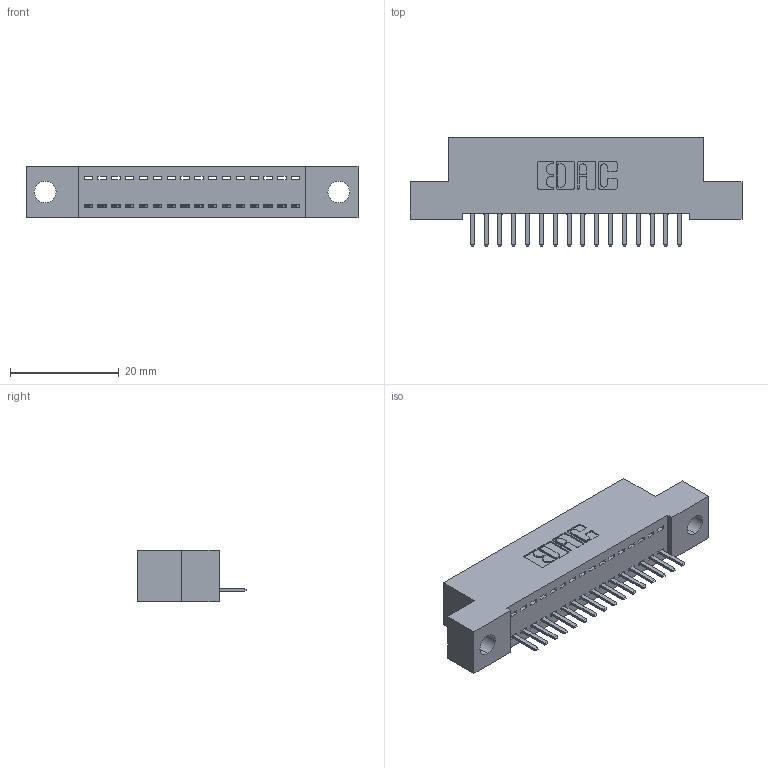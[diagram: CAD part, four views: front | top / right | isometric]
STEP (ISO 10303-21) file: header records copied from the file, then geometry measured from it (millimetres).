
FILE_DESCRIPTION (( 'STEP AP203' ), '1' );
FILE_NAME ('342-016-520-104.STEP', '2019-10-01T18:36:49', ( '' ), ( '' ), 'SwSTEP 2.0', 'SolidWorks 2016', '' );
FILE_SCHEMA (( 'CONFIG_CONTROL_DESIGN' ));
Length unit declared in the file: inch
Products named in the file (3): 345-292-001_345-293-120; 342-016-520-104; 342 Part_.156 TH
Assembly tree (17 placements, depth 2):
  342-016-520-104
    342 Part_.156 TH
    345-292-001_345-293-120  x16
Bounding box: 60.96 x 20.02 x 9.4 mm (x, y, z)
Volume: 5116.2 mm3; surface area: 6699 mm2
Topology: 17 solids, 17 shells, 1102 faces, 3243 edges, 2118 vertices
Faces by surface type: plane 770, cylinder 332
Entity records: 13129 total; most frequent: CARTESIAN_POINT 2286, ORIENTED_EDGE 2226, DIRECTION 1969, EDGE_CURVE 1113, LINE 981, VECTOR 981, VERTEX_POINT 738, AXIS2_PLACEMENT_3D 494
